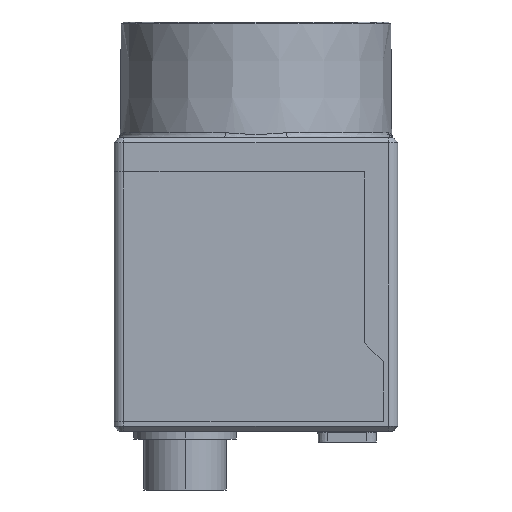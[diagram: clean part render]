
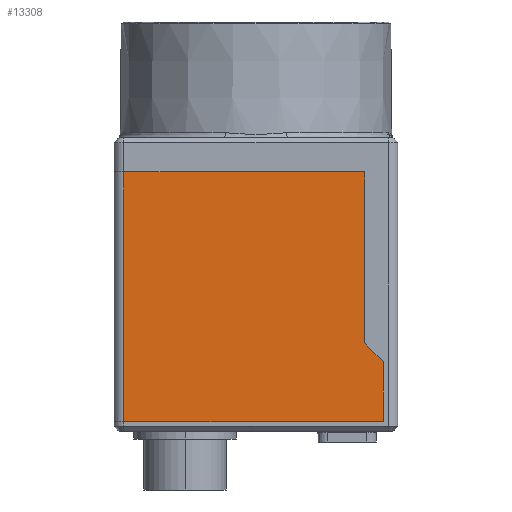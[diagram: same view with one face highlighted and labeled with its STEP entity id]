
A CAD part, left-side view. The second image highlights one B-rep face of the part: STEP entity #13308.
In plain terms, the highlighted planar face has unit normal (-1, 0, 0).
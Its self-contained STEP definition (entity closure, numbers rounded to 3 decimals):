
#146 = CARTESIAN_POINT ( 'NONE',  ( -14.5, -11.1, -8.088 ) ) ;
#300 = DIRECTION ( 'NONE',  ( 0., 0., 1. ) ) ;
#329 = CARTESIAN_POINT ( 'NONE',  ( -14.5, -3.565, -0.553 ) ) ;
#465 = VECTOR ( 'NONE', #12085, 1000. ) ;
#834 = EDGE_LOOP ( 'NONE', ( #10104, #1023, #916, #4901, #3518, #4170 ) ) ;
#916 = ORIENTED_EDGE ( 'NONE', *, *, #12794, .F. ) ;
#1023 = ORIENTED_EDGE ( 'NONE', *, *, #11179, .F. ) ;
#1723 = CARTESIAN_POINT ( 'NONE',  ( -14.5, -13.5, -16.118 ) ) ;
#2148 = EDGE_CURVE ( 'NONE', #6233, #2261, #9604, .T. ) ;
#2234 = VECTOR ( 'NONE', #5360, 1000. ) ;
#2261 = VERTEX_POINT ( 'NONE', #2693 ) ;
#2525 = CARTESIAN_POINT ( 'NONE',  ( -14.5, 13.5, 9.382 ) ) ;
#2531 = VERTEX_POINT ( 'NONE', #6512 ) ;
#2693 = CARTESIAN_POINT ( 'NONE',  ( -14.5, -13., -9.988 ) ) ;
#3019 = DIRECTION ( 'NONE',  ( 0., -1., 0. ) ) ;
#3320 = DIRECTION ( 'NONE',  ( 0., -0.707, -0.707 ) ) ;
#3518 = ORIENTED_EDGE ( 'NONE', *, *, #2148, .F. ) ;
#3921 = DIRECTION ( 'NONE',  ( -1., 0., 0. ) ) ;
#4106 = VECTOR ( 'NONE', #3320, 1000. ) ;
#4170 = ORIENTED_EDGE ( 'NONE', *, *, #8118, .F. ) ;
#4310 = DIRECTION ( 'NONE',  ( 0., 0., -1. ) ) ;
#4380 = VECTOR ( 'NONE', #8064, 1000. ) ;
#4901 = ORIENTED_EDGE ( 'NONE', *, *, #7597, .F. ) ;
#5360 = DIRECTION ( 'NONE',  ( 0., -1., 0. ) ) ;
#5621 = CARTESIAN_POINT ( 'NONE',  ( -14.5, -13., 9.382 ) ) ;
#6233 = VERTEX_POINT ( 'NONE', #146 ) ;
#6512 = CARTESIAN_POINT ( 'NONE',  ( -14.5, 13.5, -16.118 ) ) ;
#6600 = LINE ( 'NONE', #5621, #10898 ) ;
#6718 = LINE ( 'NONE', #9997, #465 ) ;
#7067 = AXIS2_PLACEMENT_3D ( 'NONE', #11321, #3921, #3019 ) ;
#7597 = EDGE_CURVE ( 'NONE', #2261, #11920, #6600, .T. ) ;
#7599 = EDGE_CURVE ( 'NONE', #8799, #11339, #8762, .T. ) ;
#8064 = DIRECTION ( 'NONE',  ( 0., 1., 0. ) ) ;
#8118 = EDGE_CURVE ( 'NONE', #11339, #6233, #6718, .T. ) ;
#8324 = FACE_OUTER_BOUND ( 'NONE', #834, .T. ) ;
#8762 = LINE ( 'NONE', #10856, #2234 ) ;
#8799 = VERTEX_POINT ( 'NONE', #13738 ) ;
#9604 = LINE ( 'NONE', #329, #4106 ) ;
#9997 = CARTESIAN_POINT ( 'NONE',  ( -14.5, -11.1, 9.382 ) ) ;
#10104 = ORIENTED_EDGE ( 'NONE', *, *, #7599, .F. ) ;
#10219 = LINE ( 'NONE', #1723, #4380 ) ;
#10464 = CARTESIAN_POINT ( 'NONE',  ( -14.5, -11.1, 9.382 ) ) ;
#10558 = CARTESIAN_POINT ( 'NONE',  ( -14.5, -13., -16.118 ) ) ;
#10856 = CARTESIAN_POINT ( 'NONE',  ( -14.5, -13.5, 9.382 ) ) ;
#10898 = VECTOR ( 'NONE', #4310, 1000. ) ;
#11022 = LINE ( 'NONE', #2525, #12316 ) ;
#11179 = EDGE_CURVE ( 'NONE', #2531, #8799, #11022, .T. ) ;
#11321 = CARTESIAN_POINT ( 'NONE',  ( -14.5, -13.5, 9.382 ) ) ;
#11339 = VERTEX_POINT ( 'NONE', #10464 ) ;
#11920 = VERTEX_POINT ( 'NONE', #10558 ) ;
#12085 = DIRECTION ( 'NONE',  ( 0., 0., -1. ) ) ;
#12316 = VECTOR ( 'NONE', #300, 1000. ) ;
#12574 = PLANE ( 'NONE',  #7067 ) ;
#12794 = EDGE_CURVE ( 'NONE', #11920, #2531, #10219, .T. ) ;
#13308 = ADVANCED_FACE ( 'NONE', ( #8324 ), #12574, .T. ) ;
#13738 = CARTESIAN_POINT ( 'NONE',  ( -14.5, 13.5, 9.382 ) ) ;
